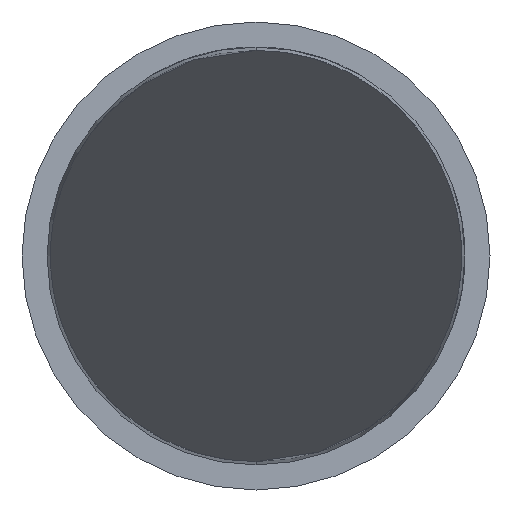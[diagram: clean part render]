
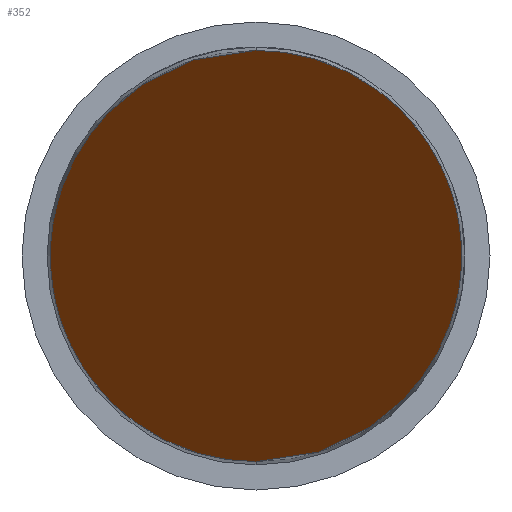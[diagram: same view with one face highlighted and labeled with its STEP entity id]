
A CAD part, front view. The second image highlights one B-rep face of the part: STEP entity #352.
In plain terms, the highlighted planar face has unit normal (-0.866, -0.5, 0).
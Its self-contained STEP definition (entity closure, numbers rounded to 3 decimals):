
#74 = EDGE_LOOP ( 'NONE', ( #2068, #2302 ) ) ;
#168 = CARTESIAN_POINT ( 'NONE',  ( 1.23, -26., -10. ) ) ;
#352 = ADVANCED_FACE ( 'Defeature ausgef�hrt2_6', ( #3955 ), #3048, .F. ) ;
#577 =( BOUNDED_CURVE ( )  B_SPLINE_CURVE ( 3, ( #1233, #4089, #3443, #3431 ),
 .UNSPECIFIED., .F., .F. ) 
 B_SPLINE_CURVE_WITH_KNOTS ( ( 4, 4 ),
 ( 1.571, 4.712 ),
 .UNSPECIFIED. ) 
 CURVE ( )  GEOMETRIC_REPRESENTATION_ITEM ( )  RATIONAL_B_SPLINE_CURVE ( ( 1., 0.333, 0.333, 1. ) ) 
 REPRESENTATION_ITEM ( '' )  );
#792 = CARTESIAN_POINT ( 'NONE',  ( 0., -23.87, -1.23 ) ) ;
#1220 = CARTESIAN_POINT ( 'NONE',  ( -2.46, -19.609, -1.23 ) ) ;
#1233 = CARTESIAN_POINT ( 'NONE',  ( 0., -23.87, -1.23 ) ) ;
#1530 = CARTESIAN_POINT ( 'NONE',  ( 0., -23.87, -1.23 ) ) ;
#1775 = EDGE_CURVE ( 'Defeature ausgef�hrt2_6+Defeature ausgef�hrt2_0+Defeature ausgef�hrt2_0+Defeature ausgef�hrt2_0', #2043, #3208, #2049, .T. ) ;
#1828 = CARTESIAN_POINT ( 'NONE',  ( -2.46, -19.609, 1.23 ) ) ;
#2043 = VERTEX_POINT ( 'NONE', #2576 ) ;
#2049 =( BOUNDED_CURVE ( )  B_SPLINE_CURVE ( 3, ( #2758, #1828, #1220, #1530 ),
 .UNSPECIFIED., .F., .F. ) 
 B_SPLINE_CURVE_WITH_KNOTS ( ( 4, 4 ),
 ( 4.712, 7.854 ),
 .UNSPECIFIED. ) 
 CURVE ( )  GEOMETRIC_REPRESENTATION_ITEM ( )  RATIONAL_B_SPLINE_CURVE ( ( 1., 0.333, 0.333, 1. ) ) 
 REPRESENTATION_ITEM ( '' )  );
#2068 = ORIENTED_EDGE ( 'NONE', *, *, #1775, .T. ) ;
#2302 = ORIENTED_EDGE ( 'NONE', *, *, #3449, .T. ) ;
#2576 = CARTESIAN_POINT ( 'NONE',  ( 0., -23.87, 1.23 ) ) ;
#2758 = CARTESIAN_POINT ( 'NONE',  ( 0., -23.87, 1.23 ) ) ;
#3048 = PLANE ( 'NONE',  #3846 ) ;
#3208 = VERTEX_POINT ( 'NONE', #792 ) ;
#3350 = DIRECTION ( 'NONE',  ( -0.5, 0.866, 0. ) ) ;
#3431 = CARTESIAN_POINT ( 'NONE',  ( 0., -23.87, 1.23 ) ) ;
#3443 = CARTESIAN_POINT ( 'NONE',  ( 2.46, -28.13, 1.23 ) ) ;
#3449 = EDGE_CURVE ( 'Defeature ausgef�hrt2_6+Defeature ausgef�hrt2_0+Defeature ausgef�hrt2_0+Defeature ausgef�hrt2_0', #3208, #2043, #577, .T. ) ;
#3846 = AXIS2_PLACEMENT_3D ( 'NONE', #168, #3964, #3350 ) ;
#3955 = FACE_OUTER_BOUND ( 'NONE', #74, .T. ) ;
#3964 = DIRECTION ( 'NONE',  ( 0.866, 0.5, 0. ) ) ;
#4089 = CARTESIAN_POINT ( 'NONE',  ( 2.46, -28.13, -1.23 ) ) ;
